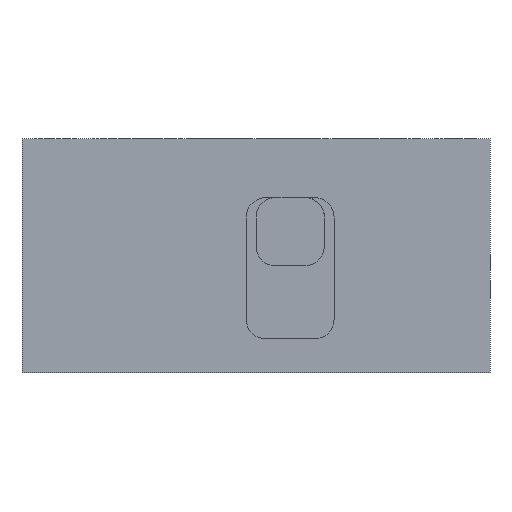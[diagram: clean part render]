
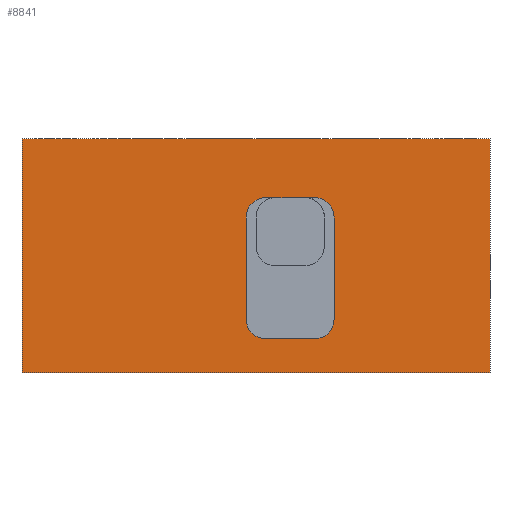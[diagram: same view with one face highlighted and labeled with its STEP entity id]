
A CAD part, left-side view. The second image highlights one B-rep face of the part: STEP entity #8841.
In plain terms, the highlighted planar face has unit normal (-1, 0, 0).
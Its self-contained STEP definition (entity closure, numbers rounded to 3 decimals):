
#700=FACE_BOUND('',#1936,.T.);
#1013=PLANE('',#9338);
#1453=FACE_OUTER_BOUND('',#1935,.T.);
#1935=EDGE_LOOP('',(#8271,#8272,#8273,#8274));
#1936=EDGE_LOOP('',(#8275,#8276,#8277,#8278,#8279,#8280,#8281,#8282));
#1975=LINE('',#11213,#2861);
#1987=LINE('',#11254,#2873);
#1998=LINE('',#11285,#2884);
#2032=LINE('',#11416,#2918);
#2425=LINE('',#13612,#3311);
#2849=LINE('',#15100,#3735);
#2850=LINE('',#15102,#3736);
#2851=LINE('',#15103,#3737);
#2861=VECTOR('',#9358,10.);
#2873=VECTOR('',#9396,10.);
#2884=VECTOR('',#9425,10.);
#2918=VECTOR('',#9541,10.);
#3311=VECTOR('',#10170,10.);
#3735=VECTOR('',#11180,10.);
#3736=VECTOR('',#11181,10.);
#3737=VECTOR('',#11182,10.);
#3744=CIRCLE('',#8863,6.35);
#3752=CIRCLE('',#8876,6.35);
#3755=CIRCLE('',#8883,6.35);
#3759=CIRCLE('',#8889,6.35);
#3878=VERTEX_POINT('',#11203);
#3879=VERTEX_POINT('',#11205);
#3881=VERTEX_POINT('',#11211);
#3895=VERTEX_POINT('',#11246);
#3897=VERTEX_POINT('',#11252);
#3902=VERTEX_POINT('',#11268);
#3908=VERTEX_POINT('',#11283);
#3910=VERTEX_POINT('',#11289);
#4314=VERTEX_POINT('',#13605);
#4317=VERTEX_POINT('',#13610);
#4698=VERTEX_POINT('',#15099);
#4699=VERTEX_POINT('',#15101);
#4704=EDGE_CURVE('',#3878,#3879,#3744,.T.);
#4708=EDGE_CURVE('',#3878,#3881,#1975,.T.);
#4725=EDGE_CURVE('',#3895,#3881,#3752,.T.);
#4728=EDGE_CURVE('',#3895,#3897,#1987,.T.);
#4736=EDGE_CURVE('',#3902,#3897,#3755,.T.);
#4744=EDGE_CURVE('',#3902,#3908,#1998,.T.);
#4747=EDGE_CURVE('',#3910,#3908,#3759,.T.);
#4802=EDGE_CURVE('',#3910,#3879,#2032,.T.);
#5360=EDGE_CURVE('',#4314,#4317,#2425,.T.);
#5914=EDGE_CURVE('',#4698,#4314,#2849,.T.);
#5915=EDGE_CURVE('',#4699,#4317,#2850,.T.);
#5916=EDGE_CURVE('',#4698,#4699,#2851,.T.);
#8271=ORIENTED_EDGE('',*,*,#5914,.T.);
#8272=ORIENTED_EDGE('',*,*,#5360,.T.);
#8273=ORIENTED_EDGE('',*,*,#5915,.F.);
#8274=ORIENTED_EDGE('',*,*,#5916,.F.);
#8275=ORIENTED_EDGE('',*,*,#4744,.T.);
#8276=ORIENTED_EDGE('',*,*,#4747,.F.);
#8277=ORIENTED_EDGE('',*,*,#4802,.T.);
#8278=ORIENTED_EDGE('',*,*,#4704,.F.);
#8279=ORIENTED_EDGE('',*,*,#4708,.T.);
#8280=ORIENTED_EDGE('',*,*,#4725,.F.);
#8281=ORIENTED_EDGE('',*,*,#4728,.T.);
#8282=ORIENTED_EDGE('',*,*,#4736,.F.);
#8841=ADVANCED_FACE('',(#1453,#700),#1013,.T.);
#8863=AXIS2_PLACEMENT_3D('',#11206,#9351,#9352);
#8876=AXIS2_PLACEMENT_3D('',#11248,#9390,#9391);
#8883=AXIS2_PLACEMENT_3D('',#11270,#9412,#9413);
#8889=AXIS2_PLACEMENT_3D('',#11291,#9431,#9432);
#9338=AXIS2_PLACEMENT_3D('',#15098,#11178,#11179);
#9351=DIRECTION('center_axis',(-1.,0.,0.));
#9352=DIRECTION('ref_axis',(0.,-0.707,-0.707));
#9358=DIRECTION('',(0.,1.,0.));
#9390=DIRECTION('center_axis',(-1.,0.,0.));
#9391=DIRECTION('ref_axis',(0.,0.707,-0.707));
#9396=DIRECTION('',(0.,0.,1.));
#9412=DIRECTION('center_axis',(-1.,0.,0.));
#9413=DIRECTION('ref_axis',(0.,0.707,0.707));
#9425=DIRECTION('',(0.,-1.,0.));
#9431=DIRECTION('center_axis',(-1.,0.,0.));
#9432=DIRECTION('ref_axis',(0.,-0.707,0.707));
#9541=DIRECTION('',(0.,0.,-1.));
#10170=DIRECTION('',(0.,0.,1.));
#11178=DIRECTION('center_axis',(-1.,0.,0.));
#11179=DIRECTION('ref_axis',(0.,-1.,0.));
#11180=DIRECTION('',(0.,-1.,0.));
#11181=DIRECTION('',(0.,-1.,0.));
#11182=DIRECTION('',(0.,0.,1.));
#11203=CARTESIAN_POINT('',(0.,57.15,11.125));
#11205=CARTESIAN_POINT('',(0.,50.8,17.475));
#11206=CARTESIAN_POINT('Origin',(0.,57.15,17.475));
#11211=CARTESIAN_POINT('',(0.,73.025,11.125));
#11213=CARTESIAN_POINT('',(0.,101.6,11.125));
#11246=CARTESIAN_POINT('',(0.,79.375,17.475));
#11248=CARTESIAN_POINT('Origin',(0.,73.025,17.475));
#11252=CARTESIAN_POINT('',(0.,79.375,50.8));
#11254=CARTESIAN_POINT('',(0.,79.375,5.563));
#11268=CARTESIAN_POINT('',(0.,73.025,57.15));
#11270=CARTESIAN_POINT('Origin',(0.,73.025,50.8));
#11283=CARTESIAN_POINT('',(0.,57.15,57.15));
#11285=CARTESIAN_POINT('',(0.,115.888,57.15));
#11289=CARTESIAN_POINT('',(0.,50.8,50.8));
#11291=CARTESIAN_POINT('Origin',(0.,57.15,50.8));
#11416=CARTESIAN_POINT('',(0.,50.8,28.575));
#13605=CARTESIAN_POINT('',(0.,0.,0.));
#13610=CARTESIAN_POINT('',(0.,0.,76.2));
#13612=CARTESIAN_POINT('',(0.,0.,0.));
#15098=CARTESIAN_POINT('Origin',(0.,152.4,0.));
#15099=CARTESIAN_POINT('',(0.,152.4,0.));
#15100=CARTESIAN_POINT('',(0.,152.4,0.));
#15101=CARTESIAN_POINT('',(0.,152.4,76.2));
#15102=CARTESIAN_POINT('',(0.,152.4,76.2));
#15103=CARTESIAN_POINT('',(0.,152.4,0.));
